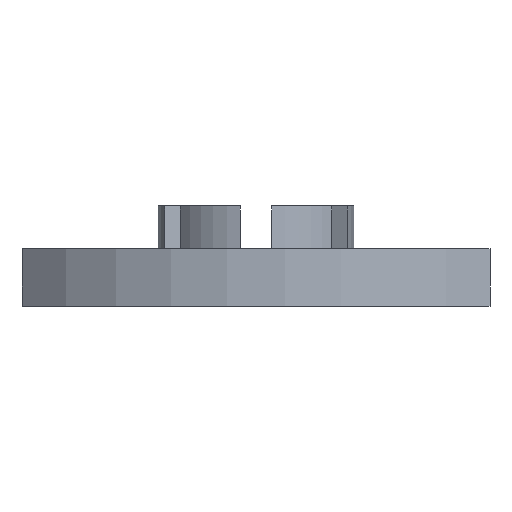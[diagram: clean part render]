
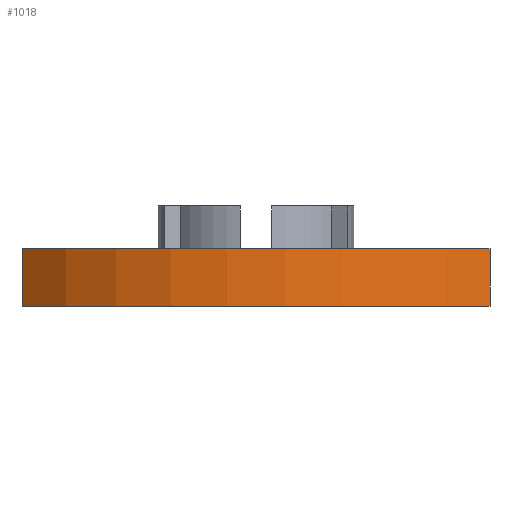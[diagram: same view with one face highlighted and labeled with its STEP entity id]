
A CAD part, left-side view. The second image highlights one B-rep face of the part: STEP entity #1018.
In plain terms, the highlighted cylindrical face has radius 35 mm (diameter 70 mm), a partial arc.
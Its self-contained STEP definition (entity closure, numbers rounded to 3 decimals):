
#136=FACE_OUTER_BOUND('',#194,.T.);
#194=EDGE_LOOP('',(#863,#864,#865,#866));
#282=LINE('',#2309,#367);
#283=LINE('',#2313,#368);
#367=VECTOR('',#1318,10.);
#368=VECTOR('',#1323,10.);
#408=CIRCLE('',#1100,35.);
#413=CIRCLE('',#1108,35.);
#491=VERTEX_POINT('',#2249);
#492=VERTEX_POINT('',#2251);
#504=VERTEX_POINT('',#2307);
#505=VERTEX_POINT('',#2311);
#625=EDGE_CURVE('',#491,#492,#408,.T.);
#640=EDGE_CURVE('',#491,#504,#282,.T.);
#641=EDGE_CURVE('',#505,#504,#413,.T.);
#642=EDGE_CURVE('',#492,#505,#283,.T.);
#863=ORIENTED_EDGE('',*,*,#640,.T.);
#864=ORIENTED_EDGE('',*,*,#641,.F.);
#865=ORIENTED_EDGE('',*,*,#642,.F.);
#866=ORIENTED_EDGE('',*,*,#625,.F.);
#969=CYLINDRICAL_SURFACE('',#1107,35.);
#1018=ADVANCED_FACE('',(#136),#969,.T.);
#1100=AXIS2_PLACEMENT_3D('',#2252,#1296,#1297);
#1107=AXIS2_PLACEMENT_3D('',#2310,#1319,#1320);
#1108=AXIS2_PLACEMENT_3D('',#2312,#1321,#1322);
#1296=DIRECTION('center_axis',(0.,0.,-1.));
#1297=DIRECTION('ref_axis',(1.,0.,0.));
#1318=DIRECTION('',(0.,0.,1.));
#1319=DIRECTION('center_axis',(0.,0.,1.));
#1320=DIRECTION('ref_axis',(-1.,0.,0.));
#1321=DIRECTION('center_axis',(0.,0.,1.));
#1322=DIRECTION('ref_axis',(1.,0.,0.));
#1323=DIRECTION('',(0.,0.,1.));
#2249=CARTESIAN_POINT('',(-24.964,-24.532,-3.));
#2251=CARTESIAN_POINT('',(-24.964,24.532,-3.));
#2252=CARTESIAN_POINT('Origin',(0.,0.,-3.));
#2307=CARTESIAN_POINT('',(-24.964,-24.532,3.));
#2309=CARTESIAN_POINT('',(-24.964,-24.532,0.));
#2310=CARTESIAN_POINT('Origin',(0.,0.,0.));
#2311=CARTESIAN_POINT('',(-24.964,24.532,3.));
#2312=CARTESIAN_POINT('Origin',(0.,0.,3.));
#2313=CARTESIAN_POINT('',(-24.964,24.532,0.));
